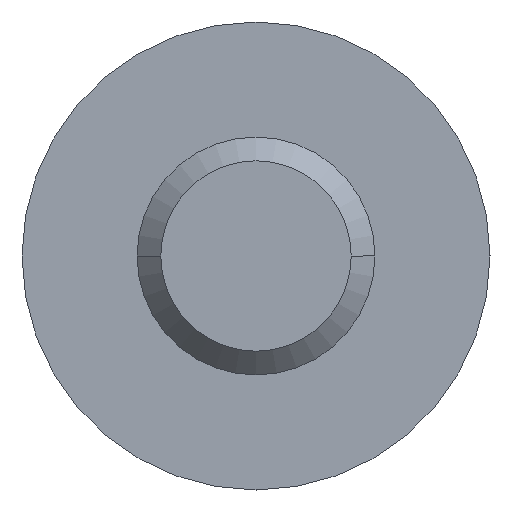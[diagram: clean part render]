
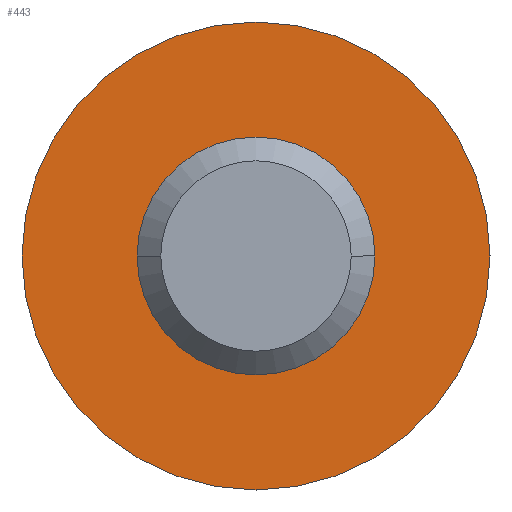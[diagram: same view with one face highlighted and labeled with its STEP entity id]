
A CAD part, front view. The second image highlights one B-rep face of the part: STEP entity #443.
In plain terms, the highlighted planar face has unit normal (0, -1, 0).
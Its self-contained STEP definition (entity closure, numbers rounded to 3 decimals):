
#2 = ORIENTED_EDGE ( 'NONE', *, *, #281, .F. ) ;
#8 = VERTEX_POINT ( 'NONE', #156 ) ;
#17 = DIRECTION ( 'NONE',  ( 0., 1., 0. ) ) ;
#20 = AXIS2_PLACEMENT_3D ( 'NONE', #167, #258, #82 ) ;
#25 = CIRCLE ( 'NONE', #20, 2.95 ) ;
#27 = CARTESIAN_POINT ( 'NONE',  ( -1.5, 20., 0. ) ) ;
#28 = EDGE_CURVE ( 'NONE', #320, #8, #25, .T. ) ;
#41 = DIRECTION ( 'NONE',  ( -1., 0., 0. ) ) ;
#47 = ORIENTED_EDGE ( 'NONE', *, *, #28, .F. ) ;
#60 = CARTESIAN_POINT ( 'NONE',  ( 0., 20., 0. ) ) ;
#61 = DIRECTION ( 'NONE',  ( 0., 1., 0. ) ) ;
#65 = DIRECTION ( 'NONE',  ( -1., 0., 0. ) ) ;
#82 = DIRECTION ( 'NONE',  ( -1., 0., 0. ) ) ;
#97 = AXIS2_PLACEMENT_3D ( 'NONE', #60, #61, #171 ) ;
#100 = DIRECTION ( 'NONE',  ( 0., 1., 0. ) ) ;
#106 = DIRECTION ( 'NONE',  ( -1., 0., 0. ) ) ;
#138 = CARTESIAN_POINT ( 'NONE',  ( 0., 20., 0. ) ) ;
#156 = CARTESIAN_POINT ( 'NONE',  ( -2.95, 20., 0. ) ) ;
#167 = CARTESIAN_POINT ( 'NONE',  ( 0., 20., 0. ) ) ;
#171 = DIRECTION ( 'NONE',  ( -1., 0., 0. ) ) ;
#185 = VERTEX_POINT ( 'NONE', #345 ) ;
#193 = VERTEX_POINT ( 'NONE', #27 ) ;
#196 = CIRCLE ( 'NONE', #97, 1.5 ) ;
#201 = EDGE_CURVE ( 'NONE', #193, #185, #196, .T. ) ;
#214 = ORIENTED_EDGE ( 'NONE', *, *, #201, .T. ) ;
#231 = EDGE_CURVE ( 'NONE', #185, #193, #414, .T. ) ;
#253 = EDGE_LOOP ( 'NONE', ( #2, #47 ) ) ;
#258 = DIRECTION ( 'NONE',  ( 0., 1., 0. ) ) ;
#264 = FACE_BOUND ( 'NONE', #329, .T. ) ;
#266 = AXIS2_PLACEMENT_3D ( 'NONE', #138, #100, #106 ) ;
#281 = EDGE_CURVE ( 'NONE', #8, #320, #417, .T. ) ;
#306 = PLANE ( 'NONE',  #323 ) ;
#313 = DIRECTION ( 'NONE',  ( 0., 1., 0. ) ) ;
#320 = VERTEX_POINT ( 'NONE', #411 ) ;
#321 = AXIS2_PLACEMENT_3D ( 'NONE', #446, #313, #65 ) ;
#323 = AXIS2_PLACEMENT_3D ( 'NONE', #337, #17, #41 ) ;
#329 = EDGE_LOOP ( 'NONE', ( #214, #431 ) ) ;
#337 = CARTESIAN_POINT ( 'NONE',  ( 1.5, 20., 0. ) ) ;
#345 = CARTESIAN_POINT ( 'NONE',  ( 1.5, 20., 0. ) ) ;
#360 = FACE_OUTER_BOUND ( 'NONE', #253, .T. ) ;
#411 = CARTESIAN_POINT ( 'NONE',  ( 2.95, 20., 0. ) ) ;
#414 = CIRCLE ( 'NONE', #266, 1.5 ) ;
#417 = CIRCLE ( 'NONE', #321, 2.95 ) ;
#431 = ORIENTED_EDGE ( 'NONE', *, *, #231, .T. ) ;
#443 = ADVANCED_FACE ( 'NONE', ( #360, #264 ), #306, .F. ) ;
#446 = CARTESIAN_POINT ( 'NONE',  ( 0., 20., 0. ) ) ;
